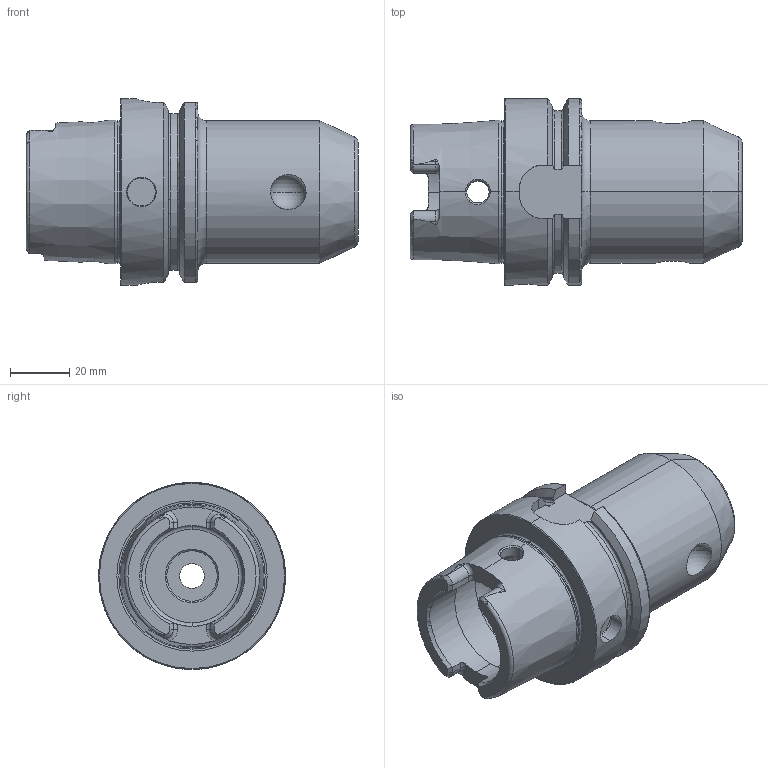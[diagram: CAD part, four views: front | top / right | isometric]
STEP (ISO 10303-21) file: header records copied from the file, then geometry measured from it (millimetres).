
FILE_DESCRIPTION (( 'STEP AP214' ), '1' );
FILE_NAME ('HA6-W16.K01.080.STEP', '2015-02-13T14:59:32', ( 'SWIAdmin' ), ( 'Hewlett-Packard Company' ), 'SwSTEP 2.0', 'SolidWorks 2012', '' );
FILE_SCHEMA (( 'AUTOMOTIVE_DESIGN' ));
Length unit declared in the file: millimetre
Products named in the file (3): W16-ER1.001.016; HA6-W16.K01.080_B_Fertigbearbeitung; HA6-W16.K01.080
Assembly tree (2 placements, depth 2):
  HA6-W16.K01.080
    HA6-W16.K01.080_B_Fertigbearbeitung
    W16-ER1.001.016
Bounding box: 111.9 x 63 x 63 mm (x, y, z)
Volume: 163263.5 mm3; surface area: 33681.6 mm2
Topology: 2 solids, 2 shells, 209 faces, 537 edges, 336 vertices
Faces by surface type: plane 59, cylinder 57, torus 39, cone 38, bspline 14, sphere 2
Entity records: 9731 total; most frequent: CARTESIAN_POINT 3427, ORIENTED_EDGE 1070, DIRECTION 970, EDGE_CURVE 535, AXIS2_PLACEMENT_3D 396, VERTEX_POINT 336, EDGE_LOOP 223, ADVANCED_FACE 209
